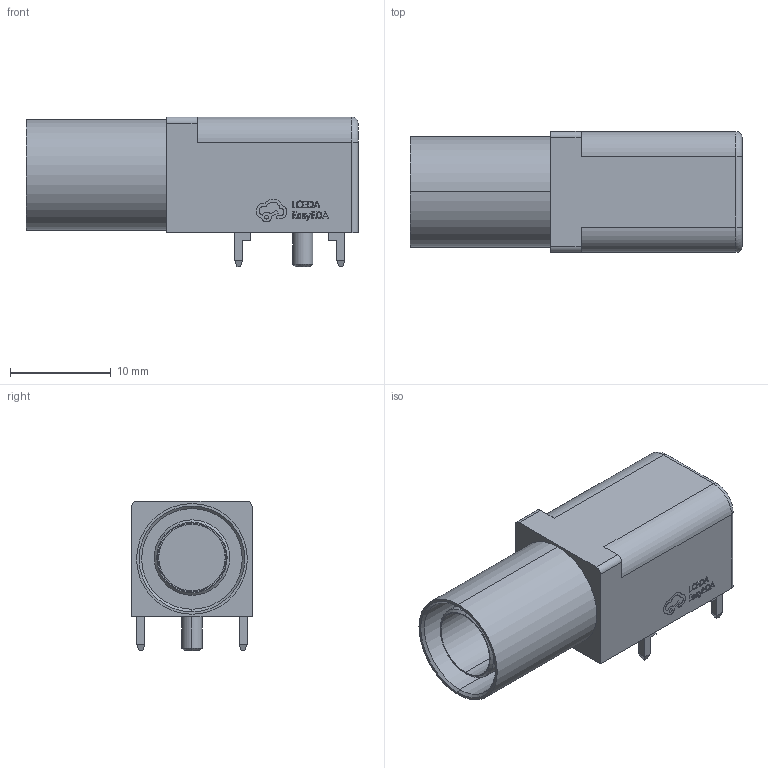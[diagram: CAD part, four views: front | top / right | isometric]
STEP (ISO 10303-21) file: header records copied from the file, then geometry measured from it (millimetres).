
FILE_DESCRIPTION (( 'STEP AP214' ), '1' );
FILE_NAME ('ANT-TH_L33.0-W12.0_BLACK.STEP', '2022-08-09T08:10:42', ( '' ), ( '' ), 'SwSTEP 2.0', 'SolidWorks 2020', '' );
FILE_SCHEMA (( 'AUTOMOTIVE_DESIGN' ));
Length unit declared in the file: millimetre
Products named in the file (1): ANT-TH_L33.0-W12.0_BLACK
Bounding box: 33 x 12.01 x 14.9 mm (x, y, z)
Volume: 2525.1 mm3; surface area: 3141.2 mm2
Topology: 1 solids, 1 shells, 309 faces, 808 edges, 530 vertices
Faces by surface type: plane 184, bspline 98, cylinder 19, cone 6, torus 2
Entity records: 13345 total; most frequent: CARTESIAN_POINT 2954, ORIENTED_EDGE 1616, DIRECTION 1078, EDGE_CURVE 808, LINE 562, VECTOR 562, VERTEX_POINT 530, EDGE_LOOP 338
